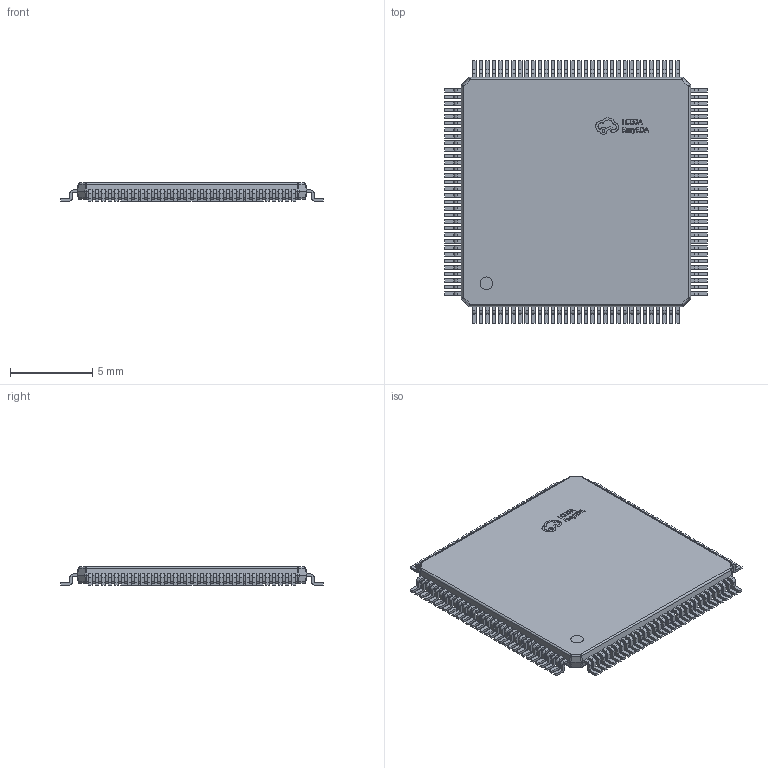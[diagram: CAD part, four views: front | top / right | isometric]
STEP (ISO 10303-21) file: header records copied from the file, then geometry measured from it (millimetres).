
FILE_DESCRIPTION (( 'STEP AP214' ), '1' );
FILE_NAME ('HTQFP-128_L14.0-W14.0-P0.40-EP8.6.step', '2022-07-09T04:39:27', ( '' ), ( '' ), 'SwSTEP 2.0', 'SolidWorks 2020', '' );
FILE_SCHEMA (( 'AUTOMOTIVE_DESIGN' ));
Length unit declared in the file: millimetre
Products named in the file (1): HTQFP-128_L14.0-W14.0-P0.40-EP8.6
Bounding box: 16 x 16 x 1.1 mm (x, y, z)
Volume: 206.9 mm3; surface area: 574 mm2
Topology: 1 solids, 1 shells, 2021 faces, 5909 edges, 3918 vertices
Faces by surface type: plane 1347, cylinder 546, bspline 112, sphere 16
Entity records: 90084 total; most frequent: CARTESIAN_POINT 13977, ORIENTED_EDGE 11818, DIRECTION 10569, EDGE_CURVE 5909, LINE 4597, VECTOR 4597, VERTEX_POINT 3918, AXIS2_PLACEMENT_3D 2986
